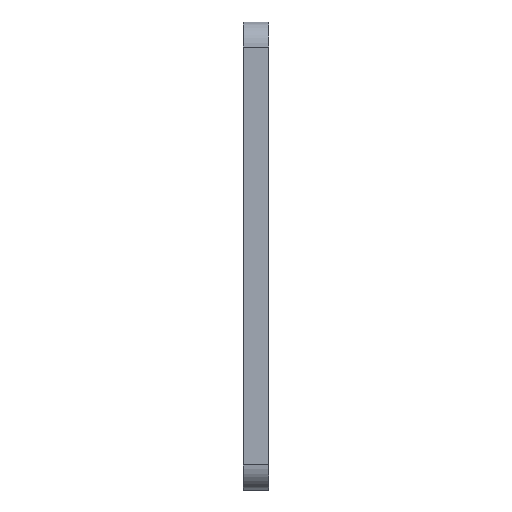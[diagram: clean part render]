
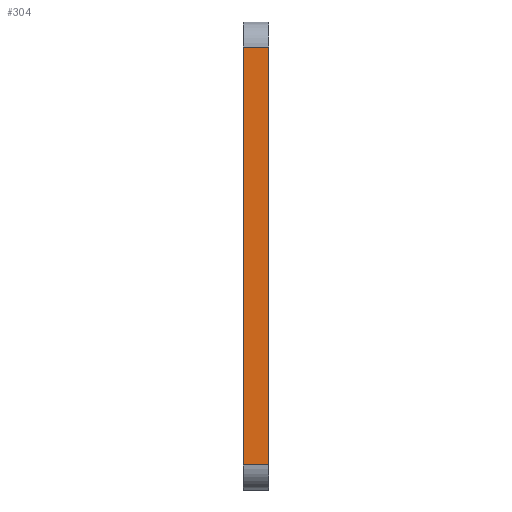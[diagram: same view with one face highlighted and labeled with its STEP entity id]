
A CAD part, left-side view. The second image highlights one B-rep face of the part: STEP entity #304.
In plain terms, the highlighted planar face has unit normal (-1, 0, 0).
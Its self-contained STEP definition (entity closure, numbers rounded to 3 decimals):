
#26 = CARTESIAN_POINT ( 'NONE',  ( -28., 3., 25. ) ) ;
#53 = ORIENTED_EDGE ( 'NONE', *, *, #616, .F. ) ;
#77 = CARTESIAN_POINT ( 'NONE',  ( -28., 3., 25. ) ) ;
#82 = ORIENTED_EDGE ( 'NONE', *, *, #822, .T. ) ;
#95 = VERTEX_POINT ( 'NONE', #353 ) ;
#145 = LINE ( 'NONE', #77, #723 ) ;
#153 = VERTEX_POINT ( 'NONE', #26 ) ;
#162 = EDGE_LOOP ( 'NONE', ( #53, #443, #82, #238 ) ) ;
#165 = CARTESIAN_POINT ( 'NONE',  ( -28., 0., 25. ) ) ;
#171 = LINE ( 'NONE', #444, #181 ) ;
#181 = VECTOR ( 'NONE', #654, 1000. ) ;
#231 = LINE ( 'NONE', #440, #407 ) ;
#238 = ORIENTED_EDGE ( 'NONE', *, *, #491, .T. ) ;
#265 = VERTEX_POINT ( 'NONE', #165 ) ;
#303 = CARTESIAN_POINT ( 'NONE',  ( -28., 3., 28. ) ) ;
#304 = ADVANCED_FACE ( 'NONE', ( #445 ), #371, .F. ) ;
#328 = DIRECTION ( 'NONE',  ( 0., 0., 1. ) ) ;
#353 = CARTESIAN_POINT ( 'NONE',  ( -28., 3., -25. ) ) ;
#371 = PLANE ( 'NONE',  #575 ) ;
#407 = VECTOR ( 'NONE', #707, 1000. ) ;
#417 = DIRECTION ( 'NONE',  ( 0., 1., 0. ) ) ;
#440 = CARTESIAN_POINT ( 'NONE',  ( -28., 3., -25. ) ) ;
#443 = ORIENTED_EDGE ( 'NONE', *, *, #783, .T. ) ;
#444 = CARTESIAN_POINT ( 'NONE',  ( -28., 0., 28. ) ) ;
#445 = FACE_OUTER_BOUND ( 'NONE', #162, .T. ) ;
#474 = LINE ( 'NONE', #667, #801 ) ;
#491 = EDGE_CURVE ( 'NONE', #265, #153, #145, .T. ) ;
#495 = CARTESIAN_POINT ( 'NONE',  ( -28., 0., -25. ) ) ;
#575 = AXIS2_PLACEMENT_3D ( 'NONE', #303, #580, #711 ) ;
#580 = DIRECTION ( 'NONE',  ( 1., 0., 0. ) ) ;
#616 = EDGE_CURVE ( 'NONE', #95, #153, #474, .T. ) ;
#654 = DIRECTION ( 'NONE',  ( 0., 0., 1. ) ) ;
#667 = CARTESIAN_POINT ( 'NONE',  ( -28., 3., 28. ) ) ;
#706 = VERTEX_POINT ( 'NONE', #495 ) ;
#707 = DIRECTION ( 'NONE',  ( 0., -1., 0. ) ) ;
#711 = DIRECTION ( 'NONE',  ( 0., 0., -1. ) ) ;
#723 = VECTOR ( 'NONE', #417, 1000. ) ;
#783 = EDGE_CURVE ( 'NONE', #95, #706, #231, .T. ) ;
#801 = VECTOR ( 'NONE', #328, 1000. ) ;
#822 = EDGE_CURVE ( 'NONE', #706, #265, #171, .T. ) ;
